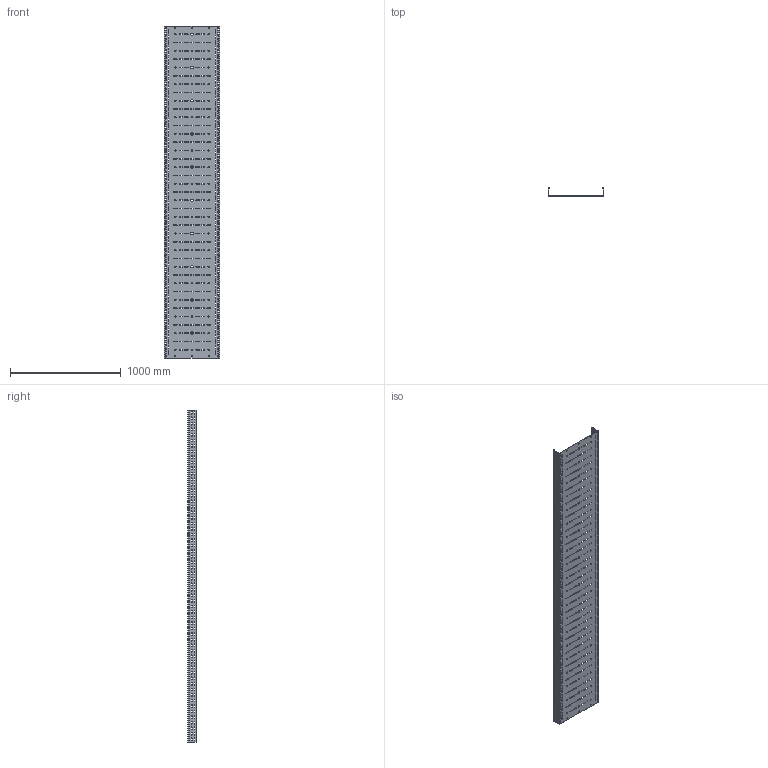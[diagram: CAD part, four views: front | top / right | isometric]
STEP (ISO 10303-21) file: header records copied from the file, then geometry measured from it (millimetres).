
FILE_DESCRIPTION (( 'STEP AP203' ), '1' );
FILE_NAME ('CLP10-080-500-200-3 Ëîòîê ïåðôîðèðîâàííûé ESCA 80õ500õ3000-2,0 IEK.STEP', '2021-10-04T19:44:04', ( '' ), ( '' ), 'SwSTEP 2.0', 'SolidWorks 2017', '' );
FILE_SCHEMA (( 'CONFIG_CONTROL_DESIGN' ));
Products named in the file (1): CLP10-080-500-200-3 Ëîòîê ïåðôîðèðîâàííûé ESCA 80õ500õ3000-2,0 IEK
Bounding box: 500 x 79.97 x 3000 mm (x, y, z)
Volume: 3938643.2 mm3; surface area: 3836412.8 mm2
Topology: 1 solids, 1 shells, 3446 faces, 10332 edges, 6888 vertices
Faces by surface type: cylinder 2004, plane 1442
Entity records: 120789 total; most frequent: DIRECTION 21234, CARTESIAN_POINT 20667, ORIENTED_EDGE 20664, EDGE_CURVE 10332, AXIS2_PLACEMENT_3D 7455, VERTEX_POINT 6888, LINE 6324, VECTOR 6324
